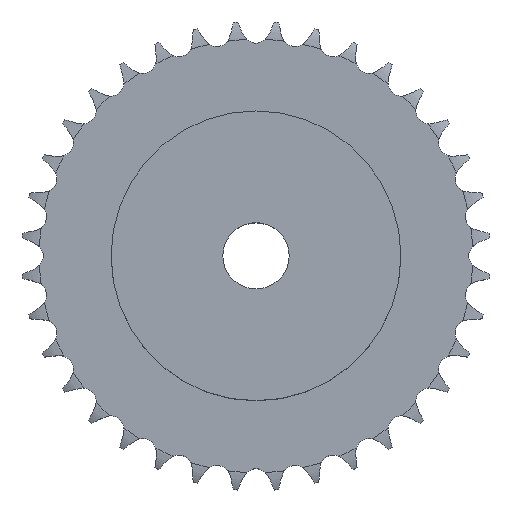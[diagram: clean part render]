
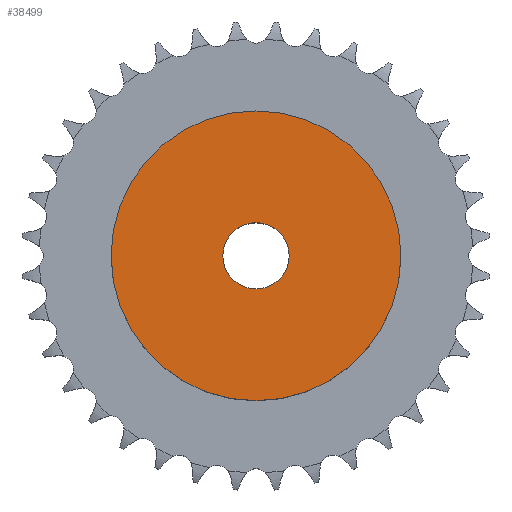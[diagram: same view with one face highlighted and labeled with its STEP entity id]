
A CAD part, top view. The second image highlights one B-rep face of the part: STEP entity #38499.
In plain terms, the highlighted planar face has unit normal (0, 0, 1).
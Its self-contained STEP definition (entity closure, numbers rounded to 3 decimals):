
#4461 = CYLINDRICAL_SURFACE('',#4462,35.);
#4462 = AXIS2_PLACEMENT_3D('',#4463,#4464,#4465);
#4463 = CARTESIAN_POINT('',(0.,0.,0.));
#4464 = DIRECTION('',(-0.,-0.,-1.));
#4465 = DIRECTION('',(1.,0.,0.));
#24272 = VERTEX_POINT('',#24273);
#24273 = CARTESIAN_POINT('',(35.,0.,30.));
#24294 = EDGE_CURVE('',#24272,#24272,#24295,.T.);
#24295 = SURFACE_CURVE('',#24296,(#24301,#24308),.PCURVE_S1.);
#24296 = CIRCLE('',#24297,35.);
#24297 = AXIS2_PLACEMENT_3D('',#24298,#24299,#24300);
#24298 = CARTESIAN_POINT('',(0.,0.,30.));
#24299 = DIRECTION('',(0.,0.,1.));
#24300 = DIRECTION('',(1.,0.,0.));
#24301 = PCURVE('',#4461,#24302);
#24302 = DEFINITIONAL_REPRESENTATION('',(#24303),#24307);
#24303 = LINE('',#24304,#24305);
#24304 = CARTESIAN_POINT('',(-0.,-30.));
#24305 = VECTOR('',#24306,1.);
#24306 = DIRECTION('',(-1.,0.));
#24307 = ( GEOMETRIC_REPRESENTATION_CONTEXT(2) 
PARAMETRIC_REPRESENTATION_CONTEXT() REPRESENTATION_CONTEXT('2D SPACE',''
  ) );
#24308 = PCURVE('',#24309,#24314);
#24309 = PLANE('',#24310);
#24310 = AXIS2_PLACEMENT_3D('',#24311,#24312,#24313);
#24311 = CARTESIAN_POINT('',(0.,0.,30.)
  );
#24312 = DIRECTION('',(0.,0.,1.));
#24313 = DIRECTION('',(1.,0.,0.));
#24314 = DEFINITIONAL_REPRESENTATION('',(#24315),#24319);
#24315 = CIRCLE('',#24316,35.);
#24316 = AXIS2_PLACEMENT_2D('',#24317,#24318);
#24317 = CARTESIAN_POINT('',(0.,0.));
#24318 = DIRECTION('',(1.,0.));
#24319 = ( GEOMETRIC_REPRESENTATION_CONTEXT(2) 
PARAMETRIC_REPRESENTATION_CONTEXT() REPRESENTATION_CONTEXT('2D SPACE',''
  ) );
#32573 = CYLINDRICAL_SURFACE('',#32574,8.);
#32574 = AXIS2_PLACEMENT_3D('',#32575,#32576,#32577);
#32575 = CARTESIAN_POINT('',(0.,0.,172.507));
#32576 = DIRECTION('',(0.,0.,1.));
#32577 = DIRECTION('',(1.,0.,0.));
#38499 = ADVANCED_FACE('',(#38500,#38503),#24309,.T.);
#38500 = FACE_BOUND('',#38501,.T.);
#38501 = EDGE_LOOP('',(#38502));
#38502 = ORIENTED_EDGE('',*,*,#24294,.T.);
#38503 = FACE_BOUND('',#38504,.T.);
#38504 = EDGE_LOOP('',(#38505));
#38505 = ORIENTED_EDGE('',*,*,#38506,.F.);
#38506 = EDGE_CURVE('',#38507,#38507,#38509,.T.);
#38507 = VERTEX_POINT('',#38508);
#38508 = CARTESIAN_POINT('',(8.,0.,30.));
#38509 = SURFACE_CURVE('',#38510,(#38515,#38522),.PCURVE_S1.);
#38510 = CIRCLE('',#38511,8.);
#38511 = AXIS2_PLACEMENT_3D('',#38512,#38513,#38514);
#38512 = CARTESIAN_POINT('',(0.,0.,30.));
#38513 = DIRECTION('',(0.,0.,1.));
#38514 = DIRECTION('',(1.,0.,0.));
#38515 = PCURVE('',#24309,#38516);
#38516 = DEFINITIONAL_REPRESENTATION('',(#38517),#38521);
#38517 = CIRCLE('',#38518,8.);
#38518 = AXIS2_PLACEMENT_2D('',#38519,#38520);
#38519 = CARTESIAN_POINT('',(0.,0.));
#38520 = DIRECTION('',(1.,0.));
#38521 = ( GEOMETRIC_REPRESENTATION_CONTEXT(2) 
PARAMETRIC_REPRESENTATION_CONTEXT() REPRESENTATION_CONTEXT('2D SPACE',''
  ) );
#38522 = PCURVE('',#32573,#38523);
#38523 = DEFINITIONAL_REPRESENTATION('',(#38524),#38528);
#38524 = LINE('',#38525,#38526);
#38525 = CARTESIAN_POINT('',(0.,-142.507));
#38526 = VECTOR('',#38527,1.);
#38527 = DIRECTION('',(1.,0.));
#38528 = ( GEOMETRIC_REPRESENTATION_CONTEXT(2) 
PARAMETRIC_REPRESENTATION_CONTEXT() REPRESENTATION_CONTEXT('2D SPACE',''
  ) );
